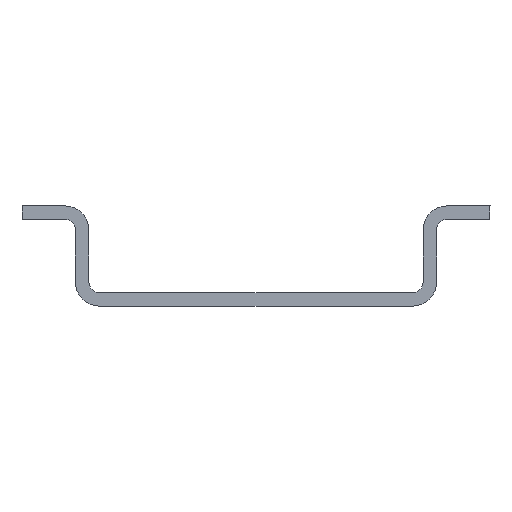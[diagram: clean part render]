
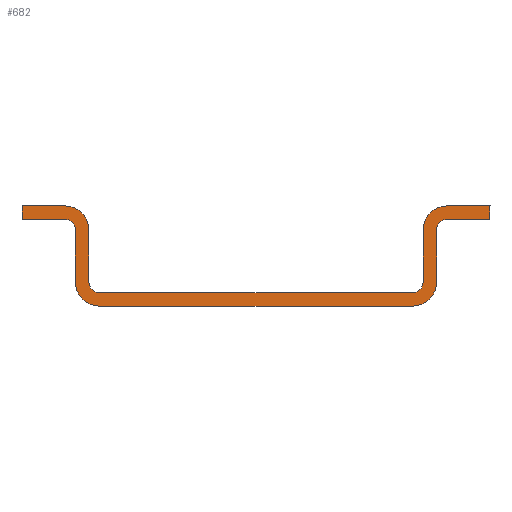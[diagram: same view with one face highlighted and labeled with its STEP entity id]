
A CAD part, left-side view. The second image highlights one B-rep face of the part: STEP entity #682.
In plain terms, the highlighted planar face has unit normal (-1, 0, 0).
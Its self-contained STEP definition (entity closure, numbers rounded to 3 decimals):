
#54=AXIS2_PLACEMENT_3D('Circle Axis2P3D',#52,#53,$) ;
#125=AXIS2_PLACEMENT_3D('Circle Axis2P3D',#123,#124,$) ;
#194=AXIS2_PLACEMENT_3D('Circle Axis2P3D',#192,#193,$) ;
#309=AXIS2_PLACEMENT_3D('Circle Axis2P3D',#307,#308,$) ;
#342=AXIS2_PLACEMENT_3D('Circle Axis2P3D',#340,#341,$) ;
#411=AXIS2_PLACEMENT_3D('Circle Axis2P3D',#409,#410,$) ;
#535=AXIS2_PLACEMENT_3D('Circle Axis2P3D',#533,#534,$) ;
#597=AXIS2_PLACEMENT_3D('Circle Axis2P3D',#595,#596,$) ;
#648=AXIS2_PLACEMENT_3D('Plane Axis2P3D',#645,#646,#647) ;
#49=CARTESIAN_POINT('Vertex',(0.,29.2,0.)) ;
#52=CARTESIAN_POINT('Axis2P3D Location',(0.,29.2,1.8)) ;
#56=CARTESIAN_POINT('Vertex',(0.,31.,1.8)) ;
#83=CARTESIAN_POINT('Line Origine',(0.,31.,3.75)) ;
#87=CARTESIAN_POINT('Vertex',(0.,31.,5.7)) ;
#120=CARTESIAN_POINT('Vertex',(0.,30.,1.8)) ;
#123=CARTESIAN_POINT('Axis2P3D Location',(0.,29.2,1.8)) ;
#127=CARTESIAN_POINT('Vertex',(0.,29.2,1.)) ;
#158=CARTESIAN_POINT('Vertex',(0.,30.,5.7)) ;
#161=CARTESIAN_POINT('Line Origine',(0.,30.,3.75)) ;
#189=CARTESIAN_POINT('Vertex',(0.,31.8,7.5)) ;
#192=CARTESIAN_POINT('Axis2P3D Location',(0.,31.8,5.7)) ;
#220=CARTESIAN_POINT('Vertex',(0.,35.,7.5)) ;
#223=CARTESIAN_POINT('Line Origine',(0.,33.4,7.5)) ;
#251=CARTESIAN_POINT('Vertex',(0.,35.,6.5)) ;
#254=CARTESIAN_POINT('Line Origine',(0.,35.,7.)) ;
#282=CARTESIAN_POINT('Vertex',(0.,31.8,6.5)) ;
#285=CARTESIAN_POINT('Line Origine',(0.,33.4,6.5)) ;
#307=CARTESIAN_POINT('Axis2P3D Location',(0.,31.8,5.7)) ;
#337=CARTESIAN_POINT('Vertex',(0.,4.,1.8)) ;
#340=CARTESIAN_POINT('Axis2P3D Location',(0.,5.8,1.8)) ;
#344=CARTESIAN_POINT('Vertex',(0.,5.8,0.)) ;
#375=CARTESIAN_POINT('Vertex',(0.,4.,5.7)) ;
#378=CARTESIAN_POINT('Line Origine',(0.,4.,3.75)) ;
#406=CARTESIAN_POINT('Vertex',(0.,3.2,6.5)) ;
#409=CARTESIAN_POINT('Axis2P3D Location',(0.,3.2,5.7)) ;
#437=CARTESIAN_POINT('Vertex',(0.,0.,6.5)) ;
#440=CARTESIAN_POINT('Line Origine',(0.,1.6,6.5)) ;
#468=CARTESIAN_POINT('Vertex',(0.,0.,7.5)) ;
#471=CARTESIAN_POINT('Line Origine',(0.,0.,7.)) ;
#499=CARTESIAN_POINT('Vertex',(0.,3.2,7.5)) ;
#502=CARTESIAN_POINT('Line Origine',(0.,1.6,7.5)) ;
#530=CARTESIAN_POINT('Vertex',(0.,5.,5.7)) ;
#533=CARTESIAN_POINT('Axis2P3D Location',(0.,3.2,5.7)) ;
#561=CARTESIAN_POINT('Vertex',(0.,5.,1.8)) ;
#564=CARTESIAN_POINT('Line Origine',(0.,5.,3.75)) ;
#592=CARTESIAN_POINT('Vertex',(0.,5.8,1.)) ;
#595=CARTESIAN_POINT('Axis2P3D Location',(0.,5.8,1.8)) ;
#645=CARTESIAN_POINT('Axis2P3D Location',(0.,29.2,1.8)) ;
#650=CARTESIAN_POINT('Line Origine',(0.,17.5,1.)) ;
#655=CARTESIAN_POINT('Line Origine',(0.,17.5,0.)) ;
#53=DIRECTION('Axis2P3D Direction',(1.,0.,0.)) ;
#84=DIRECTION('Vector Direction',(0.,0.,-1.)) ;
#124=DIRECTION('Axis2P3D Direction',(1.,0.,0.)) ;
#162=DIRECTION('Vector Direction',(0.,0.,1.)) ;
#193=DIRECTION('Axis2P3D Direction',(1.,0.,0.)) ;
#224=DIRECTION('Vector Direction',(0.,1.,0.)) ;
#255=DIRECTION('Vector Direction',(0.,0.,-1.)) ;
#286=DIRECTION('Vector Direction',(0.,-1.,0.)) ;
#308=DIRECTION('Axis2P3D Direction',(1.,0.,0.)) ;
#341=DIRECTION('Axis2P3D Direction',(1.,0.,0.)) ;
#379=DIRECTION('Vector Direction',(0.,0.,1.)) ;
#410=DIRECTION('Axis2P3D Direction',(1.,0.,0.)) ;
#441=DIRECTION('Vector Direction',(0.,-1.,0.)) ;
#472=DIRECTION('Vector Direction',(0.,0.,1.)) ;
#503=DIRECTION('Vector Direction',(0.,1.,0.)) ;
#534=DIRECTION('Axis2P3D Direction',(1.,0.,0.)) ;
#565=DIRECTION('Vector Direction',(0.,0.,-1.)) ;
#596=DIRECTION('Axis2P3D Direction',(1.,0.,0.)) ;
#646=DIRECTION('Axis2P3D Direction',(-1.,0.,0.)) ;
#647=DIRECTION('Axis2P3D XDirection',(0.,-1.,0.)) ;
#651=DIRECTION('Vector Direction',(0.,1.,0.)) ;
#656=DIRECTION('Vector Direction',(0.,-1.,0.)) ;
#85=VECTOR('Line Direction',#84,1.) ;
#163=VECTOR('Line Direction',#162,1.) ;
#225=VECTOR('Line Direction',#224,1.) ;
#256=VECTOR('Line Direction',#255,1.) ;
#287=VECTOR('Line Direction',#286,1.) ;
#380=VECTOR('Line Direction',#379,1.) ;
#442=VECTOR('Line Direction',#441,1.) ;
#473=VECTOR('Line Direction',#472,1.) ;
#504=VECTOR('Line Direction',#503,1.) ;
#566=VECTOR('Line Direction',#565,1.) ;
#652=VECTOR('Line Direction',#651,1.) ;
#657=VECTOR('Line Direction',#656,1.) ;
#661=ORIENTED_EDGE('',*,*,#346,.T.) ;
#662=ORIENTED_EDGE('',*,*,#382,.T.) ;
#663=ORIENTED_EDGE('',*,*,#413,.T.) ;
#664=ORIENTED_EDGE('',*,*,#444,.T.) ;
#665=ORIENTED_EDGE('',*,*,#475,.T.) ;
#666=ORIENTED_EDGE('',*,*,#506,.T.) ;
#667=ORIENTED_EDGE('',*,*,#537,.T.) ;
#668=ORIENTED_EDGE('',*,*,#568,.T.) ;
#669=ORIENTED_EDGE('',*,*,#599,.T.) ;
#670=ORIENTED_EDGE('',*,*,#654,.T.) ;
#671=ORIENTED_EDGE('',*,*,#129,.T.) ;
#672=ORIENTED_EDGE('',*,*,#165,.T.) ;
#673=ORIENTED_EDGE('',*,*,#196,.T.) ;
#674=ORIENTED_EDGE('',*,*,#227,.T.) ;
#675=ORIENTED_EDGE('',*,*,#258,.T.) ;
#676=ORIENTED_EDGE('',*,*,#289,.T.) ;
#677=ORIENTED_EDGE('',*,*,#311,.T.) ;
#678=ORIENTED_EDGE('',*,*,#89,.T.) ;
#679=ORIENTED_EDGE('',*,*,#58,.T.) ;
#680=ORIENTED_EDGE('',*,*,#659,.T.) ;
#682=ADVANCED_FACE('NAUO1\\Schnitt-Linear austragen2',(#681),#649,.T.) ;
#55=CIRCLE('generated circle',#54,1.8) ;
#126=CIRCLE('generated circle',#125,0.8) ;
#195=CIRCLE('generated circle',#194,1.8) ;
#310=CIRCLE('generated circle',#309,0.8) ;
#343=CIRCLE('generated circle',#342,1.8) ;
#412=CIRCLE('generated circle',#411,0.8) ;
#536=CIRCLE('generated circle',#535,1.8) ;
#598=CIRCLE('generated circle',#597,0.8) ;
#58=EDGE_CURVE('',#57,#50,#55,.F.) ;
#89=EDGE_CURVE('',#88,#57,#86,.T.) ;
#129=EDGE_CURVE('',#128,#121,#126,.T.) ;
#165=EDGE_CURVE('',#121,#159,#164,.T.) ;
#196=EDGE_CURVE('',#159,#190,#195,.F.) ;
#227=EDGE_CURVE('',#190,#221,#226,.T.) ;
#258=EDGE_CURVE('',#221,#252,#257,.T.) ;
#289=EDGE_CURVE('',#252,#283,#288,.T.) ;
#311=EDGE_CURVE('',#283,#88,#310,.T.) ;
#346=EDGE_CURVE('',#345,#338,#343,.F.) ;
#382=EDGE_CURVE('',#338,#376,#381,.T.) ;
#413=EDGE_CURVE('',#376,#407,#412,.T.) ;
#444=EDGE_CURVE('',#407,#438,#443,.T.) ;
#475=EDGE_CURVE('',#438,#469,#474,.T.) ;
#506=EDGE_CURVE('',#469,#500,#505,.T.) ;
#537=EDGE_CURVE('',#500,#531,#536,.F.) ;
#568=EDGE_CURVE('',#531,#562,#567,.T.) ;
#599=EDGE_CURVE('',#562,#593,#598,.T.) ;
#654=EDGE_CURVE('',#593,#128,#653,.T.) ;
#659=EDGE_CURVE('',#50,#345,#658,.T.) ;
#660=EDGE_LOOP('',(#661,#662,#663,#664,#665,#666,#667,#668,#669,#670,#671,#672,#673,#674,#675,#676,#677,#678,#679,#680)) ;
#681=FACE_OUTER_BOUND('',#660,.T.) ;
#86=LINE('Line',#83,#85) ;
#164=LINE('Line',#161,#163) ;
#226=LINE('Line',#223,#225) ;
#257=LINE('Line',#254,#256) ;
#288=LINE('Line',#285,#287) ;
#381=LINE('Line',#378,#380) ;
#443=LINE('Line',#440,#442) ;
#474=LINE('Line',#471,#473) ;
#505=LINE('Line',#502,#504) ;
#567=LINE('Line',#564,#566) ;
#653=LINE('Line',#650,#652) ;
#658=LINE('Line',#655,#657) ;
#649=PLANE('',#648) ;
#50=VERTEX_POINT('',#49) ;
#57=VERTEX_POINT('',#56) ;
#88=VERTEX_POINT('',#87) ;
#121=VERTEX_POINT('',#120) ;
#128=VERTEX_POINT('',#127) ;
#159=VERTEX_POINT('',#158) ;
#190=VERTEX_POINT('',#189) ;
#221=VERTEX_POINT('',#220) ;
#252=VERTEX_POINT('',#251) ;
#283=VERTEX_POINT('',#282) ;
#338=VERTEX_POINT('',#337) ;
#345=VERTEX_POINT('',#344) ;
#376=VERTEX_POINT('',#375) ;
#407=VERTEX_POINT('',#406) ;
#438=VERTEX_POINT('',#437) ;
#469=VERTEX_POINT('',#468) ;
#500=VERTEX_POINT('',#499) ;
#531=VERTEX_POINT('',#530) ;
#562=VERTEX_POINT('',#561) ;
#593=VERTEX_POINT('',#592) ;
